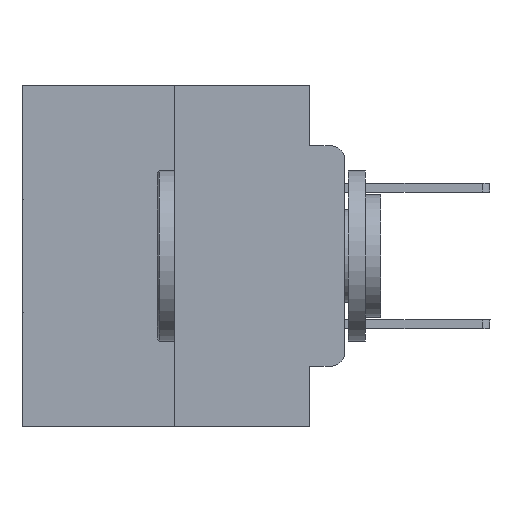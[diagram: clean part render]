
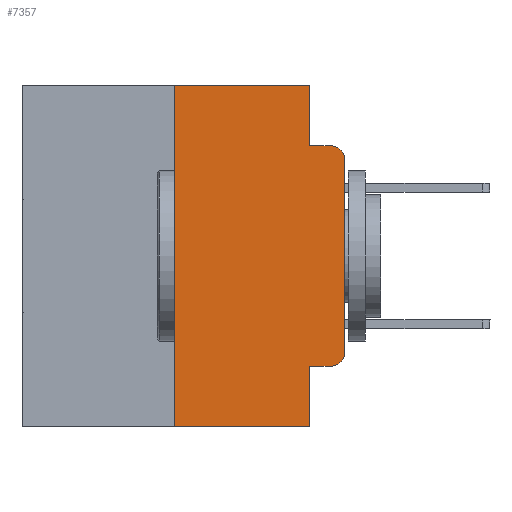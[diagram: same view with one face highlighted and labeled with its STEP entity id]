
A CAD part, left-side view. The second image highlights one B-rep face of the part: STEP entity #7357.
In plain terms, the highlighted planar face has unit normal (-1, 0, 0).
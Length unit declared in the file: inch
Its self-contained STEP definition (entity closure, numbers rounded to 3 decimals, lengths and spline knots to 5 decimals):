
#965 = VECTOR ( 'NONE', #27958, 39.37008 ) ;
#1375 = ORIENTED_EDGE ( 'NONE', *, *, #15754, .T. ) ;
#2459 = VECTOR ( 'NONE', #2979, 39.37008 ) ;
#2979 = DIRECTION ( 'NONE',  ( 0., -1., 0. ) ) ;
#3096 = ORIENTED_EDGE ( 'NONE', *, *, #17193, .T. ) ;
#3121 = CARTESIAN_POINT ( 'NONE',  ( 0., 0.051, -0.4115 ) ) ;
#3409 = LINE ( 'NONE', #24071, #10133 ) ;
#3825 = LINE ( 'NONE', #12240, #3890 ) ;
#3890 = VECTOR ( 'NONE', #14927, 39.37008 ) ;
#4438 = CARTESIAN_POINT ( 'NONE',  ( 0., 0.02, -0.0885 ) ) ;
#4852 = LINE ( 'NONE', #22880, #11355 ) ;
#4906 = CARTESIAN_POINT ( 'NONE',  ( 0., 0., 0. ) ) ;
#5004 = PLANE ( 'NONE',  #17190 ) ;
#5394 = CIRCLE ( 'NONE', #13411, 0.02 ) ;
#5656 = EDGE_CURVE ( 'NONE', #10095, #21203, #3825, .T. ) ;
#5749 = ORIENTED_EDGE ( 'NONE', *, *, #19385, .T. ) ;
#5909 = ORIENTED_EDGE ( 'NONE', *, *, #15793, .F. ) ;
#7079 = EDGE_CURVE ( 'NONE', #15887, #29123, #16858, .T. ) ;
#7357 = ADVANCED_FACE ( 'NONE', ( #22882 ), #5004, .F. ) ;
#7371 = CARTESIAN_POINT ( 'NONE',  ( 0., 0.051, -0.5 ) ) ;
#7478 = CARTESIAN_POINT ( 'NONE',  ( 0., 0.02, -0.4115 ) ) ;
#8041 = VECTOR ( 'NONE', #22778, 39.37008 ) ;
#8199 = ORIENTED_EDGE ( 'NONE', *, *, #7079, .F. ) ;
#8375 = EDGE_CURVE ( 'NONE', #25028, #15887, #3409, .T. ) ;
#8390 = ORIENTED_EDGE ( 'NONE', *, *, #5656, .F. ) ;
#8566 = EDGE_LOOP ( 'NONE', ( #20429, #14119, #5909, #17552, #8199, #29166, #5749, #8390, #3096, #1375 ) ) ;
#8922 = CARTESIAN_POINT ( 'NONE',  ( 0., 0.25, -0.5 ) ) ;
#9886 = LINE ( 'NONE', #14356, #965 ) ;
#9972 = VERTEX_POINT ( 'NONE', #25123 ) ;
#10095 = VERTEX_POINT ( 'NONE', #14627 ) ;
#10133 = VECTOR ( 'NONE', #28538, 39.37008 ) ;
#11355 = VECTOR ( 'NONE', #13421, 39.37008 ) ;
#11356 = CARTESIAN_POINT ( 'NONE',  ( 0., 0.051, 0. ) ) ;
#11634 = DIRECTION ( 'NONE',  ( 0., 0., -1. ) ) ;
#11775 = CARTESIAN_POINT ( 'NONE',  ( 0., 0.473, 0. ) ) ;
#12224 = DIRECTION ( 'NONE',  ( -1., 0., 0. ) ) ;
#12240 = CARTESIAN_POINT ( 'NONE',  ( 0., 0.051, 0. ) ) ;
#12621 = VERTEX_POINT ( 'NONE', #22807 ) ;
#13324 = CARTESIAN_POINT ( 'NONE',  ( 0., 0., -0.1085 ) ) ;
#13411 = AXIS2_PLACEMENT_3D ( 'NONE', #26122, #12224, #27932 ) ;
#13421 = DIRECTION ( 'NONE',  ( 0., -1., 0. ) ) ;
#14026 = DIRECTION ( 'NONE',  ( 0., 0., -1. ) ) ;
#14119 = ORIENTED_EDGE ( 'NONE', *, *, #24329, .T. ) ;
#14356 = CARTESIAN_POINT ( 'NONE',  ( 0., 0.473, -0.5 ) ) ;
#14627 = CARTESIAN_POINT ( 'NONE',  ( 0., 0.051, -0.4115 ) ) ;
#14659 = CIRCLE ( 'NONE', #20807, 0.02 ) ;
#14927 = DIRECTION ( 'NONE',  ( 0., 0., -1. ) ) ;
#14931 = CARTESIAN_POINT ( 'NONE',  ( 0., 0.473, 0. ) ) ;
#15754 = EDGE_CURVE ( 'NONE', #21665, #12621, #14659, .T. ) ;
#15793 = EDGE_CURVE ( 'NONE', #9972, #25285, #4852, .T. ) ;
#15795 = LINE ( 'NONE', #11356, #23727 ) ;
#15887 = VERTEX_POINT ( 'NONE', #28190 ) ;
#16858 = LINE ( 'NONE', #14931, #20943 ) ;
#17190 = AXIS2_PLACEMENT_3D ( 'NONE', #11775, #20534, #14026 ) ;
#17193 = EDGE_CURVE ( 'NONE', #10095, #21665, #23061, .T. ) ;
#17552 = ORIENTED_EDGE ( 'NONE', *, *, #22938, .F. ) ;
#19385 = EDGE_CURVE ( 'NONE', #25028, #21203, #9886, .T. ) ;
#20238 = DIRECTION ( 'NONE',  ( -1., 0., 0. ) ) ;
#20395 = DIRECTION ( 'NONE',  ( 0., 0., -1. ) ) ;
#20429 = ORIENTED_EDGE ( 'NONE', *, *, #20673, .T. ) ;
#20468 = VERTEX_POINT ( 'NONE', #13324 ) ;
#20534 = DIRECTION ( 'NONE',  ( 1., 0., 0. ) ) ;
#20673 = EDGE_CURVE ( 'NONE', #12621, #20468, #24988, .T. ) ;
#20807 = AXIS2_PLACEMENT_3D ( 'NONE', #25080, #20238, #11634 ) ;
#20943 = VECTOR ( 'NONE', #23783, 39.37008 ) ;
#21203 = VERTEX_POINT ( 'NONE', #7371 ) ;
#21665 = VERTEX_POINT ( 'NONE', #7478 ) ;
#22778 = DIRECTION ( 'NONE',  ( 0., 0., 1. ) ) ;
#22807 = CARTESIAN_POINT ( 'NONE',  ( 0., 0., -0.3915 ) ) ;
#22880 = CARTESIAN_POINT ( 'NONE',  ( 0., 0.051, -0.0885 ) ) ;
#22882 = FACE_OUTER_BOUND ( 'NONE', #8566, .T. ) ;
#22938 = EDGE_CURVE ( 'NONE', #29123, #9972, #15795, .T. ) ;
#23061 = LINE ( 'NONE', #3121, #2459 ) ;
#23727 = VECTOR ( 'NONE', #20395, 39.37008 ) ;
#23783 = DIRECTION ( 'NONE',  ( 0., -1., 0. ) ) ;
#24013 = CARTESIAN_POINT ( 'NONE',  ( 0., 0.051, 0. ) ) ;
#24071 = CARTESIAN_POINT ( 'NONE',  ( 0., 0.25, 0. ) ) ;
#24329 = EDGE_CURVE ( 'NONE', #20468, #25285, #5394, .T. ) ;
#24988 = LINE ( 'NONE', #4906, #8041 ) ;
#25028 = VERTEX_POINT ( 'NONE', #8922 ) ;
#25080 = CARTESIAN_POINT ( 'NONE',  ( 0., 0.02, -0.3915 ) ) ;
#25123 = CARTESIAN_POINT ( 'NONE',  ( 0., 0.051, -0.0885 ) ) ;
#25285 = VERTEX_POINT ( 'NONE', #4438 ) ;
#26122 = CARTESIAN_POINT ( 'NONE',  ( 0., 0.02, -0.1085 ) ) ;
#27932 = DIRECTION ( 'NONE',  ( 0., 0., -1. ) ) ;
#27958 = DIRECTION ( 'NONE',  ( 0., -1., 0. ) ) ;
#28190 = CARTESIAN_POINT ( 'NONE',  ( 0., 0.25, 0. ) ) ;
#28538 = DIRECTION ( 'NONE',  ( 0., 0., 1. ) ) ;
#29123 = VERTEX_POINT ( 'NONE', #24013 ) ;
#29166 = ORIENTED_EDGE ( 'NONE', *, *, #8375, .F. ) ;
